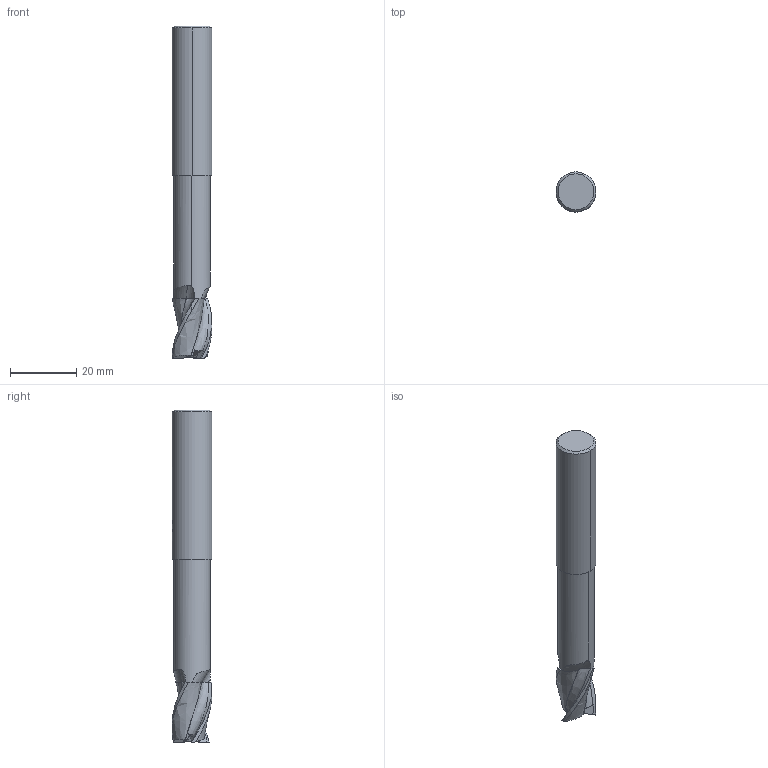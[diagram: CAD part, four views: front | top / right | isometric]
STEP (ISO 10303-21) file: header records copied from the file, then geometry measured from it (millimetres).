
FILE_DESCRIPTION(('no description'),'unknown implementation level');
FILE_NAME('solidu00Q1MEKs5m7scIIpTvdXF9GUA0_1.STP',' ',('CIM GmbH Aachen'),('CADClick - KiM GmbH - www.kimweb.de'),'unknown preprocess','ACIS','unknown authorization');
FILE_SCHEMA(('automotive_design'));
Length unit declared in the file: millimetre
Products named in the file (2): 1; 2
Bounding box: 12 x 12 x 100 mm (x, y, z)
Volume: 9608.5 mm3; surface area: 4479.5 mm2
Topology: 2 solids, 2 shells, 85 faces, 247 edges, 166 vertices
Faces by surface type: plane 39, cylinder 15, bspline 15, revolution 9, cone 7
Entity records: 9279 total; most frequent: CARTESIAN_POINT 4374, STYLED_ITEM 500, PRESENTATION_STYLE_ASSIGNMENT 500, COLOUR_RGB 500, ORIENTED_EDGE 494, DIRECTION 372, EDGE_CURVE 247, CURVE_STYLE 247
